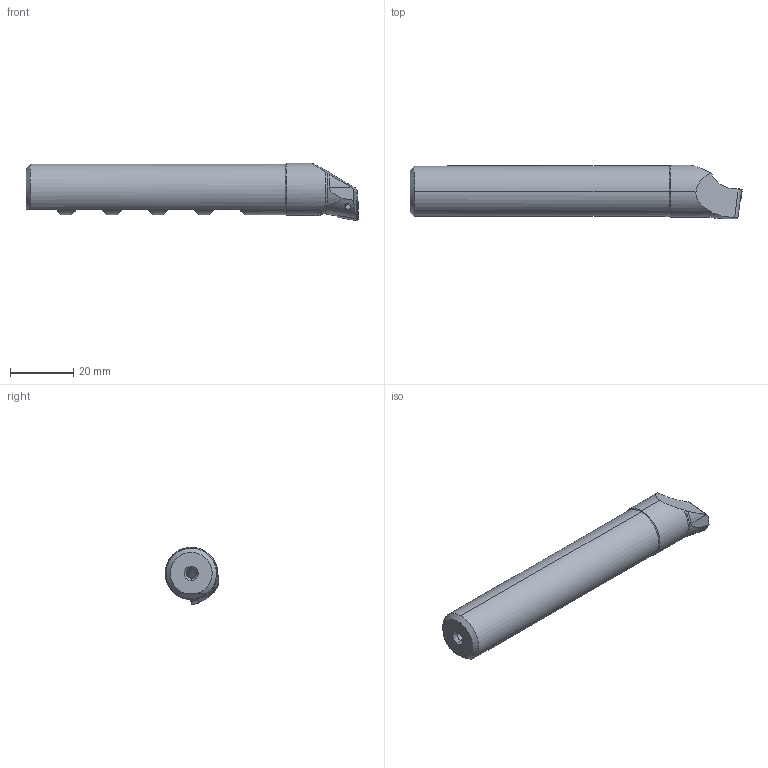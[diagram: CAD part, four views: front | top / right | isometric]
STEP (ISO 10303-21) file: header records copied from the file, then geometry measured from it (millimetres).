
FILE_DESCRIPTION (( 'STEP AP203' ), '1' );
FILE_NAME ('B20-WCA.K11.105.STEP', '2014-10-29T10:10:21', ( 'SwiAdmin' ), ( '' ), 'SwSTEP 2.0', 'SolidWorks 2012', '' );
FILE_SCHEMA (( 'CONFIG_CONTROL_DESIGN' ));
Length unit declared in the file: millimetre
Products named in the file (4): WCA-ER2.001.006_A; CCMT060204; B20-WCA.K11.105; B20-WCA.K11.105_A
Assembly tree (3 placements, depth 2):
  B20-WCA.K11.105
    B20-WCA.K11.105_A
    CCMT060204
    WCA-ER2.001.006_A
Bounding box: 105 x 16.98 x 18.12 mm (x, y, z)
Volume: 18381 mm3; surface area: 6504.8 mm2
Topology: 3 solids, 3 shells, 136 faces, 348 edges, 215 vertices
Faces by surface type: plane 42, cylinder 39, cone 30, bspline 13, torus 10, sphere 2
Entity records: 4969 total; most frequent: CARTESIAN_POINT 1508, ORIENTED_EDGE 688, DIRECTION 593, EDGE_CURVE 344, AXIS2_PLACEMENT_3D 230, VERTEX_POINT 215, EDGE_LOOP 143, FACE_OUTER_BOUND 136
